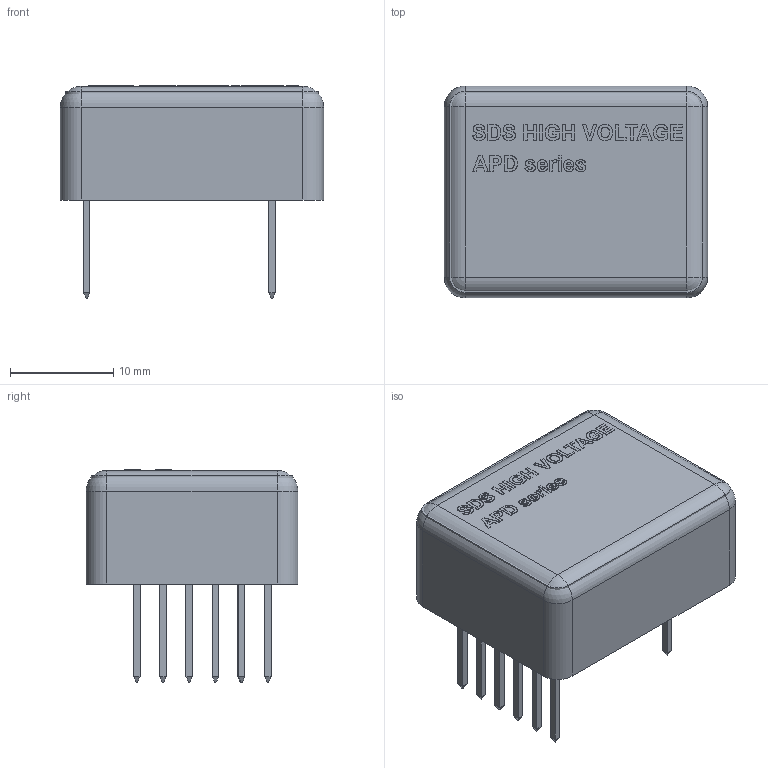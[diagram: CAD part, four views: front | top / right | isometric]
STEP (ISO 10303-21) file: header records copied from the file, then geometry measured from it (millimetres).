
FILE_DESCRIPTION(('FreeCAD Model'),'2;1');
FILE_NAME('Open CASCADE Shape Model','2025-10-01T15:56:20',(''),(''), 'Open CASCADE STEP processor 7.8','FreeCAD','Unknown');
FILE_SCHEMA(('AUTOMOTIVE_DESIGN { 1 0 10303 214 1 1 1 1 }'));
Length unit declared in the file: millimetre
Products named in the file (14): Part; boitier; resine; pin6; barrette_corp; pin5; pin4; pin3; pin2; pin1; pin7_corps; pin7; SDS_HV; APD SERIES
Assembly tree (13 placements, depth 2):
  Part
    boitier
    resine
    pin6
    barrette_corp
    pin5
    pin4
    pin3
    pin2
    pin1
    pin7_corps
    pin7
    SDS_HV
    APD SERIES
Bounding box: 25.5 x 20.5 x 20.55 mm (x, y, z)
Volume: 1220 mm3; surface area: 4272.5 mm2
Topology: 35 solids, 35 shells, 592 faces, 1524 edges, 1000 vertices
Faces by surface type: plane 301, extrusion 242, bspline 28, cylinder 17, sphere 4
Full cylindrical faces by diameter (mm): 2 x1
Entity records: 18553 total; most frequent: CARTESIAN_POINT 4690, ORIENTED_EDGE 3040, DIRECTION 1956, EDGE_CURVE 1520, VECTOR 1216, VERTEX_POINT 1000, LINE 974, B_SPLINE_CURVE_WITH_KNOTS 754
